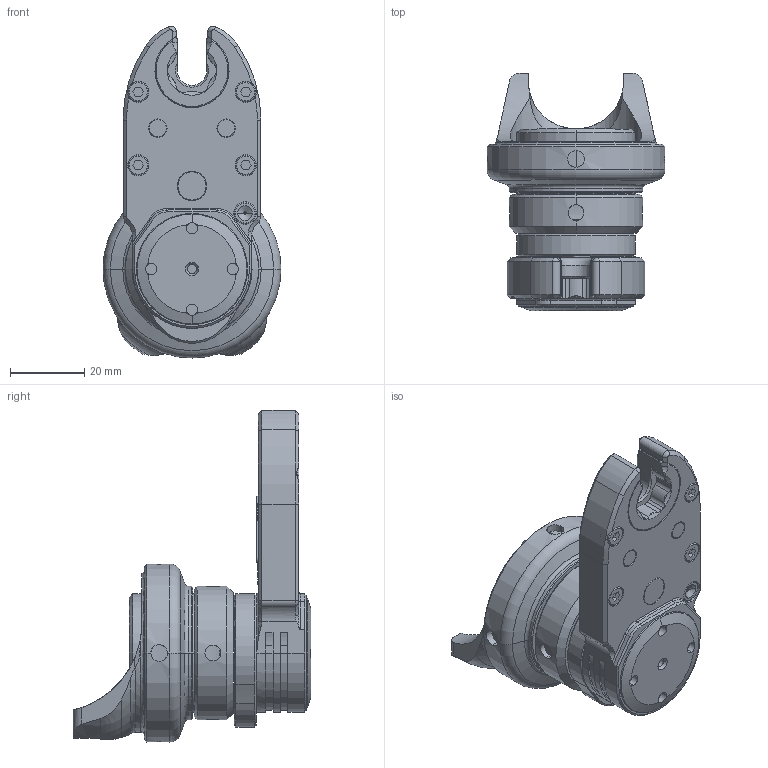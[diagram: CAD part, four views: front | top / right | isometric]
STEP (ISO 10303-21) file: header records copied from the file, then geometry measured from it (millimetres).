
FILE_DESCRIPTION((''),'2;1');
FILE_NAME('3513002209_SW0001','2023-12-11T10:24:08',('INEdipo'),(''),'CREO PARAMETRIC BY PTC INC, 2022414','CREO PARAMETRIC BY PTC INC, 2022414','');
FILE_SCHEMA(('CONFIG_CONTROL_DESIGN'));
Length unit declared in the file: inch
Products named in the file (1): 3513002209_SW0001
Bounding box: 48 x 64.1 x 89.55 mm (x, y, z)
Volume: 71578 mm3; surface area: 19815.2 mm2
Topology: 2 solids, 2 shells, 440 faces, 1145 edges, 725 vertices
Faces by surface type: cylinder 159, plane 141, cone 100, torus 38, sphere 2
Entity records: 15836 total; most frequent: CARTESIAN_POINT 5026, ORIENTED_EDGE 2286, DIRECTION 2259, EDGE_CURVE 1143, AXIS2_PLACEMENT_3D 879, VERTEX_POINT 725, VECTOR 501, LINE 501
